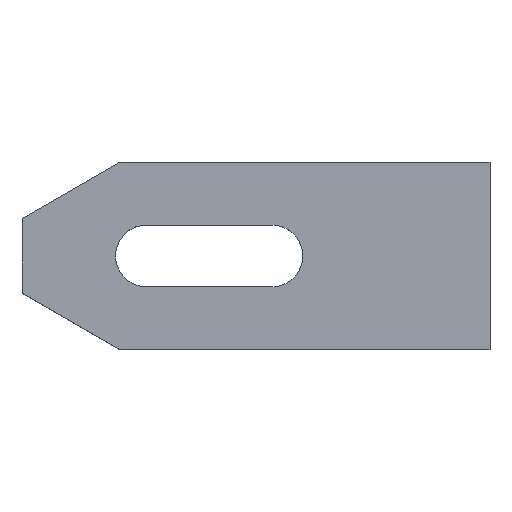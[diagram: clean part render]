
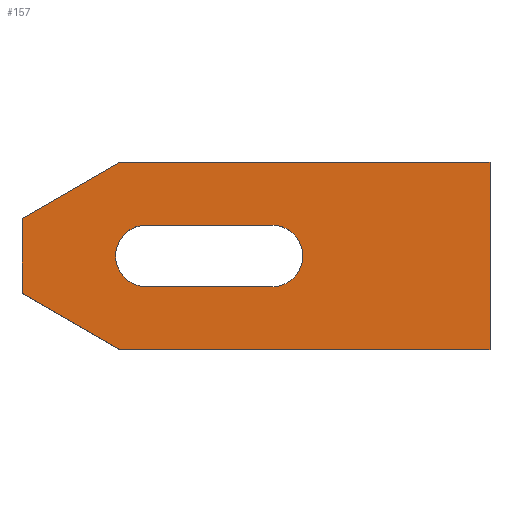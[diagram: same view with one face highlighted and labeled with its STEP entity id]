
A CAD part, top view. The second image highlights one B-rep face of the part: STEP entity #157.
In plain terms, the highlighted planar face has unit normal (0, 0, 1).
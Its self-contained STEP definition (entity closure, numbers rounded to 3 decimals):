
#89=EDGE_CURVE('',#191,#163,#231,.T.);
#93=VERTEX_POINT('',#235);
#101=VERTEX_POINT('',#244);
#109=VERTEX_POINT('',#253);
#133=EDGE_CURVE('',#201,#141,#278,.T.);
#139=VERTEX_POINT('',#285);
#141=VERTEX_POINT('',#287);
#145=EDGE_CURVE('',#93,#175,#292,.T.);
#157=ADVANCED_FACE('',(#306,#307),#308,.T.);
#161=EDGE_CURVE('',#163,#109,#312,.T.);
#163=VERTEX_POINT('',#314);
#165=EDGE_CURVE('',#109,#201,#316,.T.);
#175=VERTEX_POINT('',#327);
#177=EDGE_CURVE('',#101,#191,#329,.T.);
#191=VERTEX_POINT('',#345);
#197=EDGE_CURVE('',#141,#101,#352,.T.);
#199=EDGE_CURVE('',#209,#93,#354,.T.);
#201=VERTEX_POINT('',#356);
#203=EDGE_CURVE('',#175,#139,#358,.T.);
#207=EDGE_CURVE('',#139,#209,#362,.T.);
#209=VERTEX_POINT('',#364);
#231=LINE('',#378,#379);
#235=CARTESIAN_POINT('',(26.7,3.3,10.0));
#244=CARTESIAN_POINT('',(0.,-4.0,10.0));
#253=CARTESIAN_POINT('',(50.0,10.0,10.0));
#278=LINE('',#443,#444);
#285=CARTESIAN_POINT('',(13.3,-3.3,10.0));
#287=CARTESIAN_POINT('',(10.392,-10.0,10.0));
#292=CIRCLE('',#461,3.3);
#306=FACE_BOUND('',#480,.T.);
#307=FACE_OUTER_BOUND('',#481,.T.);
#308=PLANE('',#482);
#312=LINE('',#489,#490);
#314=CARTESIAN_POINT('',(10.392,10.0,10.0));
#316=LINE('',#495,#496);
#327=CARTESIAN_POINT('',(26.7,-3.3,10.0));
#329=LINE('',#514,#515);
#345=CARTESIAN_POINT('',(0.,4.0,10.0));
#352=LINE('',#545,#546);
#354=LINE('',#549,#550);
#356=CARTESIAN_POINT('',(50.0,-10.0,10.0));
#358=LINE('',#555,#556);
#362=CIRCLE('',#563,3.3);
#364=CARTESIAN_POINT('',(13.3,3.3,10.0));
#378=CARTESIAN_POINT('',(10.392,10.0,10.0));
#379=VECTOR('',#570,1.0);
#443=CARTESIAN_POINT('',(10.392,-10.0,10.0));
#444=VECTOR('',#607,1.0);
#461=AXIS2_PLACEMENT_3D('',#625,#626,#627);
#480=EDGE_LOOP('',(#648,#649,#650,#651));
#481=EDGE_LOOP('',(#652,#653,#654,#655,#656,#657));
#482=AXIS2_PLACEMENT_3D('',#658,#659,#660);
#489=CARTESIAN_POINT('',(50.0,10.0,10.0));
#490=VECTOR('',#662,1.0);
#495=CARTESIAN_POINT('',(50.0,-10.0,10.0));
#496=VECTOR('',#663,1.0);
#514=CARTESIAN_POINT('',(0.,4.0,10.0));
#515=VECTOR('',#674,1.0);
#545=CARTESIAN_POINT('',(0.,-4.0,10.0));
#546=VECTOR('',#702,1.0);
#549=CARTESIAN_POINT('',(20.051,3.3,10.0));
#550=VECTOR('',#703,1.0);
#555=CARTESIAN_POINT('',(26.751,-3.3,10.0));
#556=VECTOR('',#704,1.0);
#563=AXIS2_PLACEMENT_3D('',#706,#707,#708);
#570=DIRECTION('',(0.866,0.5,0.0));
#607=DIRECTION('',(-1.0,0.0,0.0));
#625=CARTESIAN_POINT('',(26.7,0.,10.0));
#626=DIRECTION('',(0.0,0.0,-1.0));
#627=DIRECTION('',(0.0,1.0,0.0));
#648=ORIENTED_EDGE('',*,*,#207,.T.);
#649=ORIENTED_EDGE('',*,*,#199,.T.);
#650=ORIENTED_EDGE('',*,*,#145,.T.);
#651=ORIENTED_EDGE('',*,*,#203,.T.);
#652=ORIENTED_EDGE('',*,*,#133,.F.);
#653=ORIENTED_EDGE('',*,*,#165,.F.);
#654=ORIENTED_EDGE('',*,*,#161,.F.);
#655=ORIENTED_EDGE('',*,*,#89,.F.);
#656=ORIENTED_EDGE('',*,*,#177,.F.);
#657=ORIENTED_EDGE('',*,*,#197,.F.);
#658=CARTESIAN_POINT('',(26.801,0.,10.0));
#659=DIRECTION('',(0.0,0.0,1.0));
#660=DIRECTION('',(1.0,0.0,0.0));
#662=DIRECTION('',(1.0,0.0,0.0));
#663=DIRECTION('',(0.0,-1.0,0.0));
#674=DIRECTION('',(0.0,1.0,0.0));
#702=DIRECTION('',(-0.866,0.5,0.0));
#703=DIRECTION('',(1.0,0.0,0.0));
#704=DIRECTION('',(-1.0,0.0,0.0));
#706=CARTESIAN_POINT('',(13.3,0.0,10.0));
#707=DIRECTION('',(0.0,0.0,-1.0));
#708=DIRECTION('',(0.0,-1.0,0.0));
